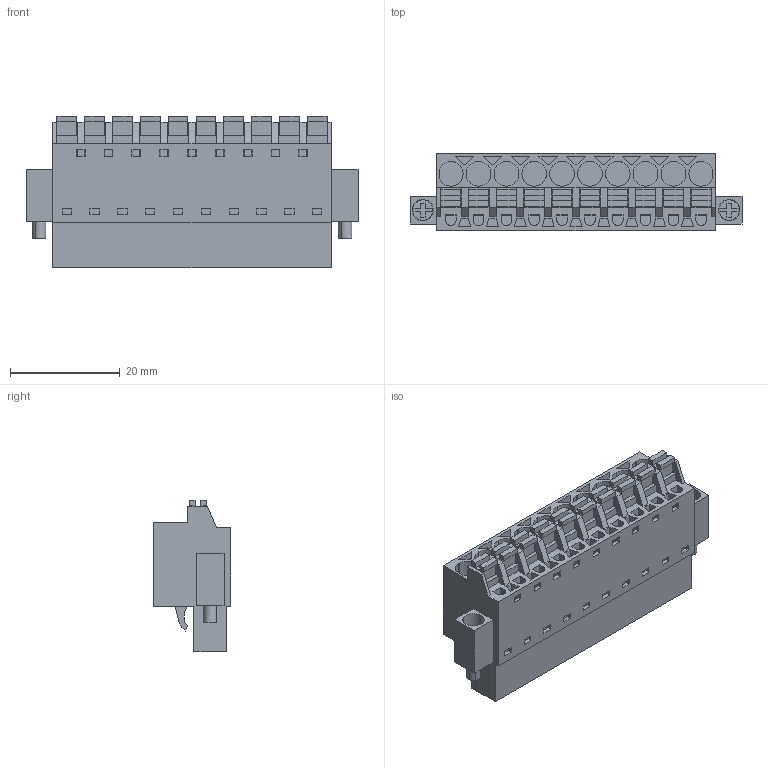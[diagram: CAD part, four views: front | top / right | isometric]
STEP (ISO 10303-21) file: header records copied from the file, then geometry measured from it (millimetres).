
FILE_DESCRIPTION(('CATIA V5 STEP Exchange','CAx-IF Rec.Pracs.--- Model Styling and Organization---1.2---2011-12-15'),'2;1');
FILE_NAME ('D1446502_0_1012730000_1012730000.stp','2017-04-28T12:01:07+00:00',('none'),('Weidmueller'),'CATIA Version 5-6 Release 2014','CATIA V5 STEP AP214','none');
FILE_SCHEMA(('AUTOMOTIVE_DESIGN { 1 0 10303 214 1 1 1 1 }'));
Length unit declared in the file: millimetre
Products named in the file (1): 1012730000
Bounding box: 60.6 x 14.2 x 27.73 mm (x, y, z)
Volume: 12383.6 mm3; surface area: 8985 mm2
Topology: 13 solids, 13 shells, 804 faces, 2285 edges, 1585 vertices
Faces by surface type: plane 712, cylinder 91, extrusion 1
Entity records: 25753 total; most frequent: CARTESIAN_POINT 4969, ORIENTED_EDGE 4570, DIRECTION 3285, EDGE_CURVE 2285, VECTOR 2094, LINE 2093, VERTEX_POINT 1585, EDGE_LOOP 922
